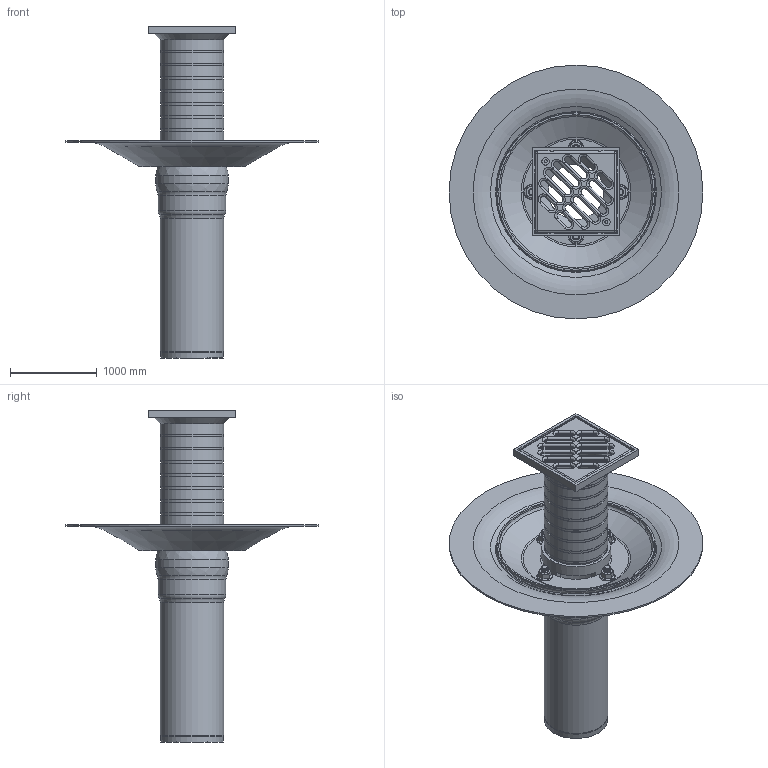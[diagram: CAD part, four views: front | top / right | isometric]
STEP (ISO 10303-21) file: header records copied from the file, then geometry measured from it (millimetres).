
FILE_DESCRIPTION(/* description */ (''),/* implementation_level */ '2;1');
FILE_NAME(/* name */ '19200.070X_3D.stp',/* time_stamp */ '2024-12-12T07:53:16+01:00',/* author */ ('CAD'),/* organization */ (''),/* preprocessor_version */ 'ST-DEVELOPER v20',/* originating_system */ 'AutoCAD Mechanical',/* authorisation */ '');
FILE_SCHEMA (('AUTOMOTIVE_DESIGN { 1 0 10303 214 3 1 1 }'));
Length unit declared in the file: centimetre
Products named in the file (2): Product; *S0
Assembly tree (1 placements, depth 2):
  Product
    *S0
Bounding box: 2920 x 2920 x 3820 mm (x, y, z)
Volume: 428677680.2 mm3; surface area: 43896345.7 mm2
Topology: 15 solids, 15 shells, 613 faces, 1397 edges, 850 vertices
Faces by surface type: cylinder 201, plane 197, cone 127, torus 72, bspline 8, sphere 8
Full cylindrical faces by diameter (mm): 35 x2, 66.47 x4, 80 x4, 85 x2, 110 x4, 706 x1, 720 x8, 730 x10, 734 x1, 756 x1, 758 x1, 782 x1, 800 x1, 808 x1, 820 x1, 832 x1, 2920 x1
Entity records: 18287 total; most frequent: CARTESIAN_POINT 4117, DIRECTION 3137, ORIENTED_EDGE 2794, EDGE_CURVE 1397, AXIS2_PLACEMENT_3D 1260, VERTEX_POINT 850, EDGE_LOOP 701, CIRCLE 652
